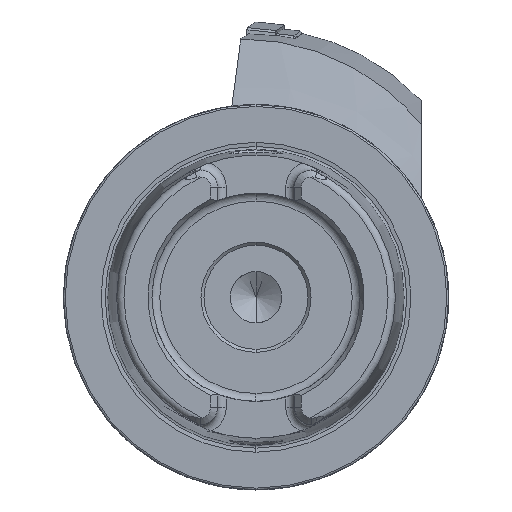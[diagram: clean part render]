
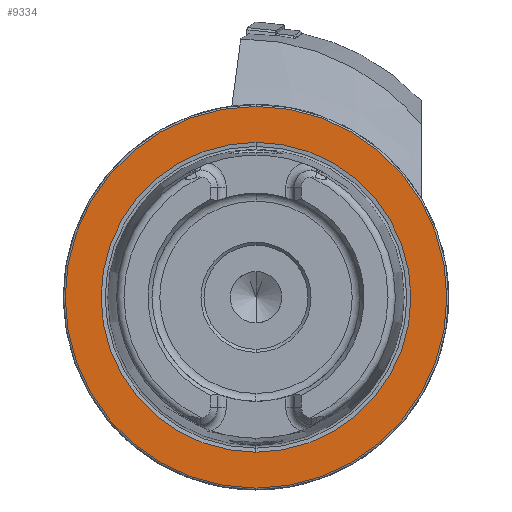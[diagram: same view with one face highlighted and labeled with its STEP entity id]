
A CAD part, left-side view. The second image highlights one B-rep face of the part: STEP entity #9334.
In plain terms, the highlighted planar face has unit normal (-1, 0, 0).
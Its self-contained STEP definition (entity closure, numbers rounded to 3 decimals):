
#1 = VERTEX_POINT ( 'NONE', #5965 ) ;
#225 = FACE_BOUND ( 'NONE', #13109, .T. ) ;
#227 = FACE_OUTER_BOUND ( 'NONE', #13105, .T. ) ;
#923 = CARTESIAN_POINT ( 'NONE',  ( 0., 31.2, 0. ) ) ;
#929 = PLANE ( 'NONE',  #10348 ) ;
#931 = DIRECTION ( 'NONE',  ( 1., 0., 0. ) ) ;
#932 = DIRECTION ( 'NONE',  ( 0., 0., -1. ) ) ;
#3876 = CARTESIAN_POINT ( 'NONE',  ( 0., 0., 0. ) ) ;
#3877 = DIRECTION ( 'NONE',  ( -1., 0., 0. ) ) ;
#3878 = DIRECTION ( 'NONE',  ( 0., 0., 1. ) ) ;
#3886 = CARTESIAN_POINT ( 'NONE',  ( 0., 0., 0. ) ) ;
#3887 = DIRECTION ( 'NONE',  ( -1., 0., 0. ) ) ;
#3888 = DIRECTION ( 'NONE',  ( 0., 0., 1. ) ) ;
#4229 = CIRCLE ( 'NONE', #10630, 25.324 ) ;
#4236 = CIRCLE ( 'NONE', #4495, 31.2 ) ;
#4328 = CIRCLE ( 'NONE', #4538, 25.324 ) ;
#4329 = CIRCLE ( 'NONE', #4537, 31.2 ) ;
#4495 = AXIS2_PLACEMENT_3D ( 'NONE', #3886, #3887, #3888 ) ;
#4537 = AXIS2_PLACEMENT_3D ( 'NONE', #5334, #5335, #5336 ) ;
#4538 = AXIS2_PLACEMENT_3D ( 'NONE', #5337, #5338, #5339 ) ;
#5334 = CARTESIAN_POINT ( 'NONE',  ( 0., 0., 0. ) ) ;
#5335 = DIRECTION ( 'NONE',  ( -1., 0., 0. ) ) ;
#5336 = DIRECTION ( 'NONE',  ( 0., 0., 1. ) ) ;
#5337 = CARTESIAN_POINT ( 'NONE',  ( 0., 0., 0. ) ) ;
#5338 = DIRECTION ( 'NONE',  ( -1., 0., 0. ) ) ;
#5339 = DIRECTION ( 'NONE',  ( 0., 0., 1. ) ) ;
#5965 = CARTESIAN_POINT ( 'NONE',  ( 0., 0., -25.324 ) ) ;
#7154 = CARTESIAN_POINT ( 'NONE',  ( 0., 0., 25.324 ) ) ;
#7156 = CARTESIAN_POINT ( 'NONE',  ( 0., 0., 31.2 ) ) ;
#7157 = CARTESIAN_POINT ( 'NONE',  ( 0., 0., -31.2 ) ) ;
#9334 = ADVANCED_FACE ( 'NONE', ( #225, #227 ), #929, .F. ) ;
#10348 = AXIS2_PLACEMENT_3D ( 'NONE', #923, #931, #932 ) ;
#10630 = AXIS2_PLACEMENT_3D ( 'NONE', #3876, #3877, #3878 ) ;
#12038 = EDGE_CURVE ( 'NONE', #1, #13649, #4229, .T. ) ;
#12042 = EDGE_CURVE ( 'NONE', #13651, #13652, #4236, .T. ) ;
#12163 = EDGE_CURVE ( 'NONE', #13652, #13651, #4329, .T. ) ;
#12164 = EDGE_CURVE ( 'NONE', #13649, #1, #4328, .T. ) ;
#12967 = ORIENTED_EDGE ( 'NONE', *, *, #12164, .F. ) ;
#12968 = ORIENTED_EDGE ( 'NONE', *, *, #12038, .F. ) ;
#12969 = ORIENTED_EDGE ( 'NONE', *, *, #12042, .T. ) ;
#12970 = ORIENTED_EDGE ( 'NONE', *, *, #12163, .T. ) ;
#13105 = EDGE_LOOP ( 'NONE', ( #12969, #12970 ) ) ;
#13109 = EDGE_LOOP ( 'NONE', ( #12967, #12968 ) ) ;
#13649 = VERTEX_POINT ( 'NONE', #7154 ) ;
#13651 = VERTEX_POINT ( 'NONE', #7156 ) ;
#13652 = VERTEX_POINT ( 'NONE', #7157 ) ;
